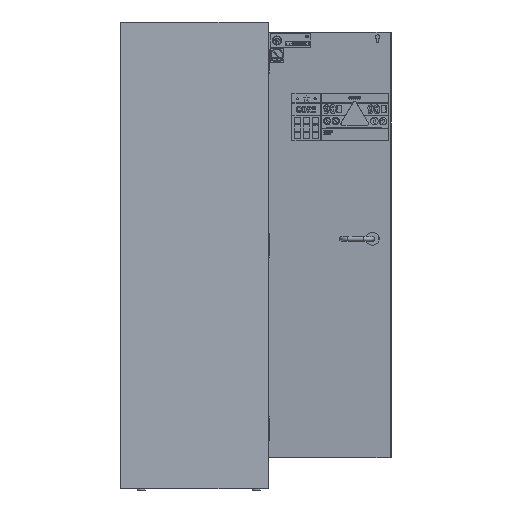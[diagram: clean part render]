
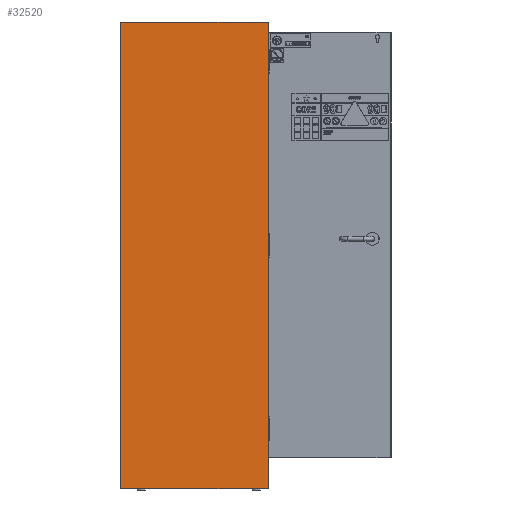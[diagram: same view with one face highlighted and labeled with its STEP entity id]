
A CAD part, left-side view. The second image highlights one B-rep face of the part: STEP entity #32520.
In plain terms, the highlighted planar face has unit normal (-1, 0, 0).
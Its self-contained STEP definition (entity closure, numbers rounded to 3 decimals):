
#2105=PLANE('',#34431);
#3724=FACE_OUTER_BOUND('',#5665,.T.);
#5665=EDGE_LOOP('',(#28122,#28123,#28124,#28125));
#8729=LINE('',#52780,#12082);
#8884=LINE('',#53144,#12237);
#8886=LINE('',#53148,#12239);
#8887=LINE('',#53149,#12240);
#12082=VECTOR('',#40792,10.);
#12237=VECTOR('',#41155,10.);
#12239=VECTOR('',#41159,10.);
#12240=VECTOR('',#41160,10.);
#15595=VERTEX_POINT('',#52777);
#15596=VERTEX_POINT('',#52779);
#15701=VERTEX_POINT('',#53143);
#15702=VERTEX_POINT('',#53147);
#19719=EDGE_CURVE('',#15595,#15596,#8729,.T.);
#19900=EDGE_CURVE('',#15596,#15701,#8884,.T.);
#19902=EDGE_CURVE('',#15702,#15595,#8886,.T.);
#19903=EDGE_CURVE('',#15701,#15702,#8887,.T.);
#28122=ORIENTED_EDGE('',*,*,#19719,.F.);
#28123=ORIENTED_EDGE('',*,*,#19902,.F.);
#28124=ORIENTED_EDGE('',*,*,#19903,.F.);
#28125=ORIENTED_EDGE('',*,*,#19900,.F.);
#32520=ADVANCED_FACE('',(#3724),#2105,.T.);
#34431=AXIS2_PLACEMENT_3D('',#53146,#41157,#41158);
#40792=DIRECTION('',(0.,0.,-1.));
#41155=DIRECTION('',(0.,1.,0.));
#41157=DIRECTION('center_axis',(-1.,0.,0.));
#41158=DIRECTION('ref_axis',(0.,-1.,0.));
#41159=DIRECTION('',(0.,-1.,0.));
#41160=DIRECTION('',(0.,0.,1.));
#52777=CARTESIAN_POINT('',(-299.88,-307.5,974.185));
#52779=CARTESIAN_POINT('',(-299.88,-307.5,-974.185));
#52780=CARTESIAN_POINT('',(-299.88,-307.5,0.));
#53143=CARTESIAN_POINT('',(-299.88,307.5,-974.185));
#53144=CARTESIAN_POINT('',(-299.88,307.5,-974.185));
#53146=CARTESIAN_POINT('Origin',(-299.88,307.5,0.));
#53147=CARTESIAN_POINT('',(-299.88,307.5,974.185));
#53148=CARTESIAN_POINT('',(-299.88,307.5,974.185));
#53149=CARTESIAN_POINT('',(-299.88,307.5,0.));
